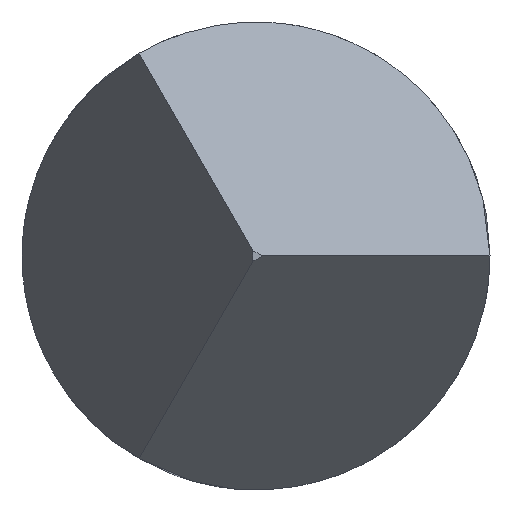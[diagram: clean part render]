
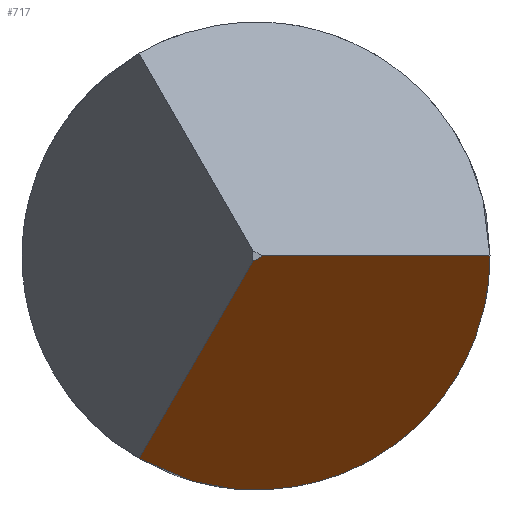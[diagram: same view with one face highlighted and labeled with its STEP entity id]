
A CAD part, left-side view. The second image highlights one B-rep face of the part: STEP entity #717.
In plain terms, the highlighted planar face has unit normal (-0.5, -0.433, -0.75).
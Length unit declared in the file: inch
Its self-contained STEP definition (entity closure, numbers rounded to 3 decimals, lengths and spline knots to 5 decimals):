
#5 = VECTOR ( 'NONE', #1131, 39.37008 ) ;
#18 = LINE ( 'NONE', #1128, #5 ) ;
#43 = LINE ( 'NONE', #1544, #1327 ) ;
#50 =( BOUNDED_CURVE ( )  B_SPLINE_CURVE ( 3, ( #1483, #1485, #1500, #144 ),
 .UNSPECIFIED., .F., .T. ) 
 B_SPLINE_CURVE_WITH_KNOTS ( ( 4, 4 ),
 ( 5.23599, 7.33038 ),
 .UNSPECIFIED. ) 
 CURVE ( )  GEOMETRIC_REPRESENTATION_ITEM ( )  RATIONAL_B_SPLINE_CURVE ( ( 1., 0.667, 0.667, 1. ) ) 
 REPRESENTATION_ITEM ( '' )  );
#144 = CARTESIAN_POINT ( 'NONE',  ( -0.20839, -0.0375, 0.00001 ) ) ;
#317 = ORIENTED_EDGE ( 'NONE', *, *, #1578, .T. ) ;
#336 = LINE ( 'NONE', #1402, #1396 ) ;
#370 = FACE_OUTER_BOUND ( 'NONE', #1308, .T. ) ;
#466 = CARTESIAN_POINT ( 'NONE',  ( -0.24, 0.57415, -0.33218 ) ) ;
#508 = ORIENTED_EDGE ( 'NONE', *, *, #1316, .F. ) ;
#603 = AXIS2_PLACEMENT_3D ( 'NONE', #466, #917, #923 ) ;
#717 = ADVANCED_FACE ( 'NONE', ( #370 ), #892, .T. ) ;
#868 = VERTEX_POINT ( 'NONE', #1168 ) ;
#890 = VERTEX_POINT ( 'NONE', #961 ) ;
#892 = PLANE ( 'NONE',  #603 ) ;
#917 = DIRECTION ( 'NONE',  ( -0.5, -0.433, -0.75 ) ) ;
#923 = DIRECTION ( 'NONE',  ( -0.832, 0., 0.555 ) ) ;
#961 = CARTESIAN_POINT ( 'NONE',  ( -0.20839, 0.01875, -0.03248 ) ) ;
#1128 = CARTESIAN_POINT ( 'NONE',  ( 0.04391, -0.32883, 0.00005 ) ) ;
#1131 = DIRECTION ( 'NONE',  ( 0.655, -0.756, 0. ) ) ;
#1168 = CARTESIAN_POINT ( 'NONE',  ( -0.20839, -0.0375, 0.00001 ) ) ;
#1248 = CARTESIAN_POINT ( 'NONE',  ( -0.24, 0.0005, -0.00087 ) ) ;
#1308 = EDGE_LOOP ( 'NONE', ( #1400, #317, #508, #1508 ) ) ;
#1316 = EDGE_CURVE ( 'NONE', #1594, #868, #18, .T. ) ;
#1327 = VECTOR ( 'NONE', #1548, 39.37008 ) ;
#1395 = VERTEX_POINT ( 'NONE', #1248 ) ;
#1396 = VECTOR ( 'NONE', #1422, 39.37008 ) ;
#1400 = ORIENTED_EDGE ( 'NONE', *, *, #1606, .F. ) ;
#1402 = CARTESIAN_POINT ( 'NONE',  ( -0.24, 0.57415, -0.33218 ) ) ;
#1422 = DIRECTION ( 'NONE',  ( 0., -0.866, 0.5 ) ) ;
#1483 = CARTESIAN_POINT ( 'NONE',  ( -0.20839, 0.01875, -0.03248 ) ) ;
#1485 = CARTESIAN_POINT ( 'NONE',  ( -0.15968, -0.00938, -0.04871 ) ) ;
#1500 = CARTESIAN_POINT ( 'NONE',  ( -0.15968, -0.0375, -0.03247 ) ) ;
#1508 = ORIENTED_EDGE ( 'NONE', *, *, #1536, .F. ) ;
#1535 = CARTESIAN_POINT ( 'NONE',  ( -0.24, -0.001, 0. ) ) ;
#1536 = EDGE_CURVE ( 'NONE', #1395, #1594, #336, .T. ) ;
#1544 = CARTESIAN_POINT ( 'NONE',  ( -0.50456, -0.15221, 0.26372 ) ) ;
#1548 = DIRECTION ( 'NONE',  ( -0.655, -0.378, 0.655 ) ) ;
#1578 = EDGE_CURVE ( 'NONE', #890, #868, #50, .T. ) ;
#1594 = VERTEX_POINT ( 'NONE', #1535 ) ;
#1606 = EDGE_CURVE ( 'NONE', #890, #1395, #43, .T. ) ;
